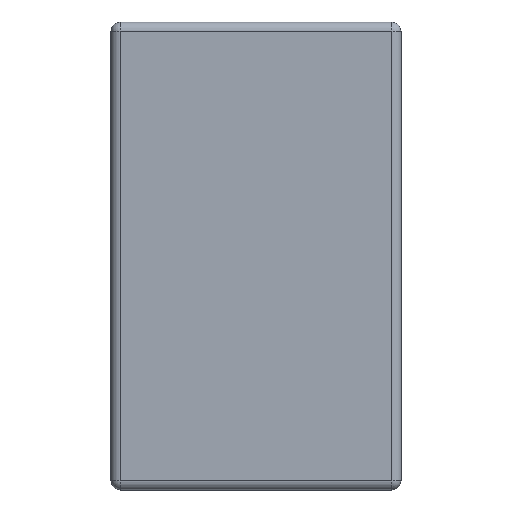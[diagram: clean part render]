
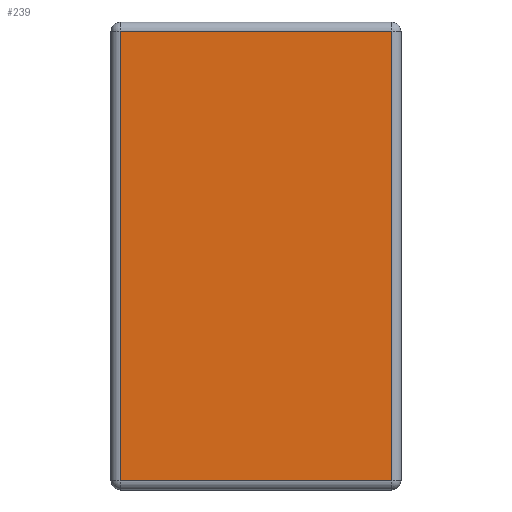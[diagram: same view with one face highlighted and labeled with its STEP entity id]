
A CAD part, left-side view. The second image highlights one B-rep face of the part: STEP entity #239.
In plain terms, the highlighted planar face has unit normal (-1, 0, 0).
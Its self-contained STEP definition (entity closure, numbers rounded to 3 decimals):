
#221 = ORIENTED_EDGE ( 'NONE', *, *, #222, .T. ) ;
#222 = EDGE_CURVE ( 'NONE', #247, #223, #1097, .T. ) ;
#223 = VERTEX_POINT ( 'NONE', #1093 ) ;
#224 = ORIENTED_EDGE ( 'NONE', *, *, #225, .T. ) ;
#225 = EDGE_CURVE ( 'NONE', #223, #243, #1091, .T. ) ;
#239 = ADVANCED_FACE ( 'NONE', ( #1148 ), #1190, .F. ) ;
#240 = EDGE_LOOP ( 'NONE', ( #241, #245, #221, #224 ) ) ;
#241 = ORIENTED_EDGE ( 'NONE', *, *, #242, .T. ) ;
#242 = EDGE_CURVE ( 'NONE', #243, #244, #1185, .T. ) ;
#243 = VERTEX_POINT ( 'NONE', #1181 ) ;
#244 = VERTEX_POINT ( 'NONE', #1180 ) ;
#245 = ORIENTED_EDGE ( 'NONE', *, *, #246, .T. ) ;
#246 = EDGE_CURVE ( 'NONE', #244, #247, #1179, .T. ) ;
#247 = VERTEX_POINT ( 'NONE', #1175 ) ;
#1088 = DIRECTION ( 'NONE',  ( 0., 0., 1. ) ) ;
#1089 = VECTOR ( 'NONE', #1088, 1000. ) ;
#1090 = CARTESIAN_POINT ( 'NONE',  ( -1.6, 0.05, 1.25 ) ) ;
#1091 = LINE ( 'NONE', #1090, #1089 ) ;
#1093 = CARTESIAN_POINT ( 'NONE',  ( -1.6, 0.05, -1.2 ) ) ;
#1094 = DIRECTION ( 'NONE',  ( 0., -1., 0. ) ) ;
#1095 = VECTOR ( 'NONE', #1094, 1000. ) ;
#1096 = CARTESIAN_POINT ( 'NONE',  ( -1.6, 1.55, -1.2 ) ) ;
#1097 = LINE ( 'NONE', #1096, #1095 ) ;
#1148 = FACE_OUTER_BOUND ( 'NONE', #240, .T. ) ;
#1175 = CARTESIAN_POINT ( 'NONE',  ( -1.6, 1.5, -1.2 ) ) ;
#1176 = DIRECTION ( 'NONE',  ( 0., 0., -1. ) ) ;
#1177 = VECTOR ( 'NONE', #1176, 1000. ) ;
#1178 = CARTESIAN_POINT ( 'NONE',  ( -1.6, 1.5, 1.25 ) ) ;
#1179 = LINE ( 'NONE', #1178, #1177 ) ;
#1180 = CARTESIAN_POINT ( 'NONE',  ( -1.6, 1.5, 1.2 ) ) ;
#1181 = CARTESIAN_POINT ( 'NONE',  ( -1.6, 0.05, 1.2 ) ) ;
#1182 = DIRECTION ( 'NONE',  ( 0., 1., 0. ) ) ;
#1183 = VECTOR ( 'NONE', #1182, 1000. ) ;
#1184 = CARTESIAN_POINT ( 'NONE',  ( -1.6, 1.55, 1.2 ) ) ;
#1185 = LINE ( 'NONE', #1184, #1183 ) ;
#1186 = DIRECTION ( 'NONE',  ( 0., 0., -1. ) ) ;
#1187 = DIRECTION ( 'NONE',  ( 1., 0., 0. ) ) ;
#1188 = CARTESIAN_POINT ( 'NONE',  ( -1.6, 1.55, 1.25 ) ) ;
#1189 = AXIS2_PLACEMENT_3D ( 'NONE', #1188, #1187, #1186 ) ;
#1190 = PLANE ( 'NONE',  #1189 ) ;
